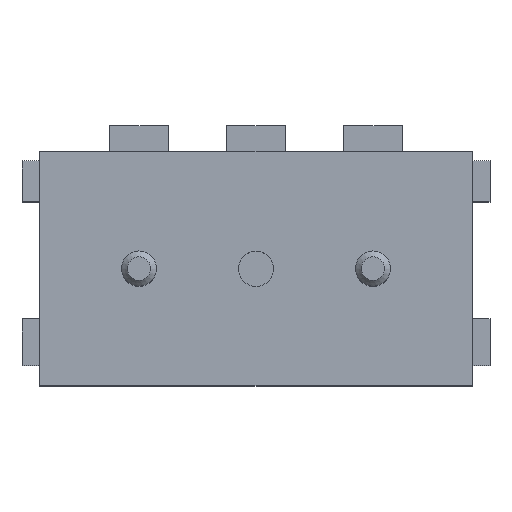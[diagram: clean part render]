
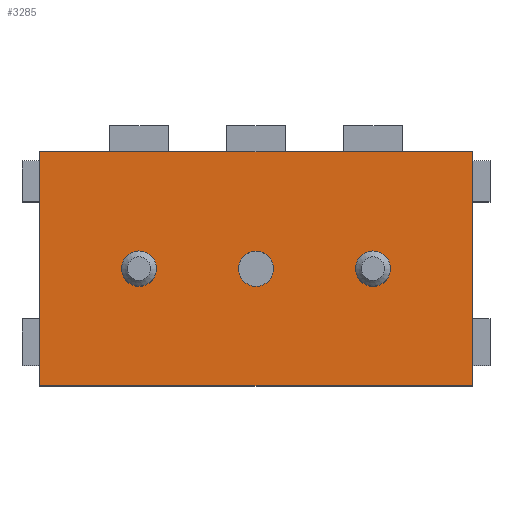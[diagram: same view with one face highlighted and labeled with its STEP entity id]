
A CAD part, top view. The second image highlights one B-rep face of the part: STEP entity #3285.
In plain terms, the highlighted planar face has unit normal (0, 0, 1).
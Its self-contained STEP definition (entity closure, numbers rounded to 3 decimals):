
#324=LINE('',#4662,#637);
#327=LINE('',#4674,#640);
#328=LINE('',#4676,#641);
#329=LINE('',#4678,#642);
#637=VECTOR('',#3985,1000.);
#640=VECTOR('',#3996,1000.);
#641=VECTOR('',#3997,1000.);
#642=VECTOR('',#3998,1000.);
#761=PLANE('',#3422);
#1382=ORIENTED_EDGE('',*,*,#1729,.F.);
#1383=ORIENTED_EDGE('',*,*,#1730,.T.);
#1384=ORIENTED_EDGE('',*,*,#1731,.T.);
#1385=ORIENTED_EDGE('',*,*,#1732,.T.);
#1386=ORIENTED_EDGE('',*,*,#1733,.F.);
#1387=ORIENTED_EDGE('',*,*,#1734,.F.);
#1388=ORIENTED_EDGE('',*,*,#1726,.T.);
#1726=EDGE_CURVE('',#1947,#1946,#324,.T.);
#1729=EDGE_CURVE('',#1949,#1949,#1965,.T.);
#1730=EDGE_CURVE('',#1950,#1950,#1966,.T.);
#1731=EDGE_CURVE('',#1951,#1951,#1967,.T.);
#1732=EDGE_CURVE('',#1946,#1952,#327,.T.);
#1733=EDGE_CURVE('',#1953,#1952,#328,.T.);
#1734=EDGE_CURVE('',#1947,#1953,#329,.T.);
#1946=VERTEX_POINT('',#4661);
#1947=VERTEX_POINT('',#4663);
#1949=VERTEX_POINT('',#4669);
#1950=VERTEX_POINT('',#4671);
#1951=VERTEX_POINT('',#4673);
#1952=VERTEX_POINT('',#4675);
#1953=VERTEX_POINT('',#4677);
#1965=CIRCLE('',#3423,0.3);
#1966=CIRCLE('',#3424,0.3);
#1967=CIRCLE('',#3425,0.3);
#2097=EDGE_LOOP('',(#1382));
#2098=EDGE_LOOP('',(#1383));
#2099=EDGE_LOOP('',(#1384));
#2100=EDGE_LOOP('',(#1385,#1386,#1387,#1388));
#2244=FACE_BOUND('',#2097,.T.);
#2245=FACE_BOUND('',#2098,.T.);
#2246=FACE_BOUND('',#2099,.T.);
#2247=FACE_BOUND('',#2100,.T.);
#3285=ADVANCED_FACE('',(#2244,#2245,#2246,#2247),#761,.F.);
#3422=AXIS2_PLACEMENT_3D('',#4667,#3988,#3989);
#3423=AXIS2_PLACEMENT_3D('',#4668,#3990,#3991);
#3424=AXIS2_PLACEMENT_3D('',#4670,#3992,#3993);
#3425=AXIS2_PLACEMENT_3D('',#4672,#3994,#3995);
#3985=DIRECTION('',(0.,-1.,0.));
#3988=DIRECTION('',(0.,0.,-1.));
#3989=DIRECTION('',(-1.,0.,0.));
#3990=DIRECTION('',(0.,0.,1.));
#3991=DIRECTION('',(1.,0.,0.));
#3992=DIRECTION('',(0.,0.,-1.));
#3993=DIRECTION('',(-1.,0.,0.));
#3994=DIRECTION('',(0.,0.,-1.));
#3995=DIRECTION('',(-1.,0.,0.));
#3996=DIRECTION('',(1.,0.,0.));
#3997=DIRECTION('',(0.,-1.,0.));
#3998=DIRECTION('',(1.,0.,0.));
#4661=CARTESIAN_POINT('',(-3.7,-2.1,2.5));
#4662=CARTESIAN_POINT('',(-3.7,1.9,2.5));
#4663=CARTESIAN_POINT('',(-3.7,1.9,2.5));
#4667=CARTESIAN_POINT('',(-3.7,1.9,2.5));
#4668=CARTESIAN_POINT('',(0.,-0.1,2.5));
#4669=CARTESIAN_POINT('',(0.3,-0.1,2.5));
#4670=CARTESIAN_POINT('',(2.,-0.1,2.5));
#4671=CARTESIAN_POINT('',(1.7,-0.1,2.5));
#4672=CARTESIAN_POINT('',(-2.,-0.1,2.5));
#4673=CARTESIAN_POINT('',(-2.3,-0.1,2.5));
#4674=CARTESIAN_POINT('',(-3.7,-2.1,2.5));
#4675=CARTESIAN_POINT('',(3.7,-2.1,2.5));
#4676=CARTESIAN_POINT('',(3.7,1.9,2.5));
#4677=CARTESIAN_POINT('',(3.7,1.9,2.5));
#4678=CARTESIAN_POINT('',(-3.7,1.9,2.5));
